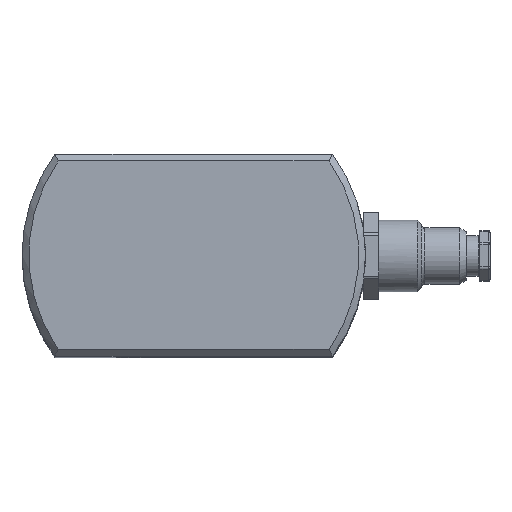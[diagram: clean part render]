
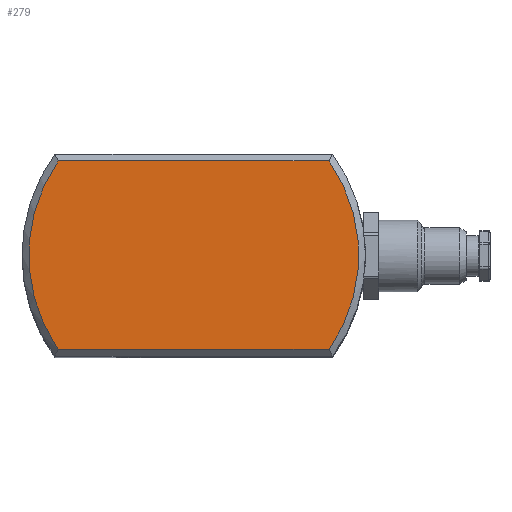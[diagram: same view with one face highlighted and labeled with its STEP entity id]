
A CAD part, top view. The second image highlights one B-rep face of the part: STEP entity #279.
In plain terms, the highlighted face is planar.
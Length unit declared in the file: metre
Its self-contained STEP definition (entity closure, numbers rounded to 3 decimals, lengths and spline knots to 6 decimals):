
#279=ADVANCED_FACE('0:80',(#627),#628,.T.);
#627=FACE_OUTER_BOUND('',#1055,.T.);
#628=PLANE('',#1056);
#1055=EDGE_LOOP('',(#1749,#1750,#1751,#1752));
#1056=AXIS2_PLACEMENT_3D('',#1753,#1754,#1755);
#1749=ORIENTED_EDGE('',*,*,#2717,.T.);
#1750=ORIENTED_EDGE('',*,*,#2718,.T.);
#1751=ORIENTED_EDGE('',*,*,#2719,.T.);
#1752=ORIENTED_EDGE('',*,*,#2720,.T.);
#1753=CARTESIAN_POINT('',(0.0,0.152357,0.0));
#1754=DIRECTION('',(0.0,1.0,0.0));
#1755=DIRECTION('',(1.0,0.0,-0.0));
#2717=EDGE_CURVE('0:218',#3232,#3233,#3234,.T.);
#2718=EDGE_CURVE('0:221',#3233,#3235,#3236,.T.);
#2719=EDGE_CURVE('0:224',#3235,#3237,#3238,.T.);
#2720=EDGE_CURVE('0:227',#3237,#3232,#3239,.T.);
#3232=VERTEX_POINT('NONE',#3993);
#3233=VERTEX_POINT('NONE',#3994);
#3234=CIRCLE('',#3995,0.03675);
#3235=VERTEX_POINT('NONE',#3996);
#3236=LINE('',#3997,#3998);
#3237=VERTEX_POINT('NONE',#3999);
#3238=CIRCLE('',#4000,0.03675);
#3239=LINE('',#4001,#4002);
#3993=CARTESIAN_POINT('',(0.030159,0.152357,0.021));
#3994=CARTESIAN_POINT('',(0.030159,0.152357,-0.021));
#3995=AXIS2_PLACEMENT_3D('',#4777,#4778,#4779);
#3996=CARTESIAN_POINT('',(-0.030159,0.152357,-0.021));
#3997=CARTESIAN_POINT('',(-0.029057,0.152357,-0.021));
#3998=VECTOR('',#4780,1.0);
#3999=CARTESIAN_POINT('',(-0.030159,0.152357,0.021));
#4000=AXIS2_PLACEMENT_3D('',#4781,#4782,#4783);
#4001=CARTESIAN_POINT('',(0.,0.152357,0.021));
#4002=VECTOR('',#4784,1.0);
#4777=CARTESIAN_POINT('',(0.0,0.152357,0.0));
#4778=DIRECTION('',(0.0,1.0,0.0));
#4779=DIRECTION('',(0.0,0.0,1.0));
#4780=DIRECTION('',(-1.0,0.0,0.));
#4781=CARTESIAN_POINT('',(0.0,0.152357,0.0));
#4782=DIRECTION('',(0.0,1.0,0.0));
#4783=DIRECTION('',(0.0,0.0,1.0));
#4784=DIRECTION('',(1.0,0.0,0.));
